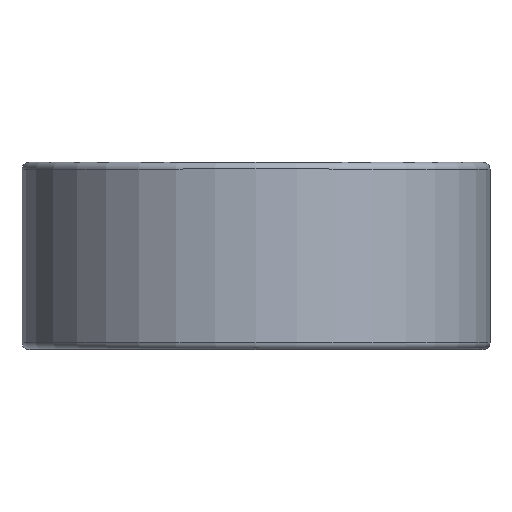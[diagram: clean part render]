
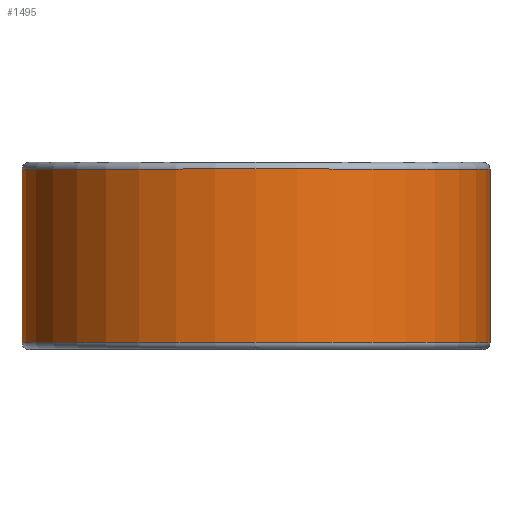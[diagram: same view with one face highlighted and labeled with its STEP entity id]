
A CAD part, top view. The second image highlights one B-rep face of the part: STEP entity #1495.
In plain terms, the highlighted cylindrical face has radius 25.819 mm (diameter 51.638 mm), a partial arc.
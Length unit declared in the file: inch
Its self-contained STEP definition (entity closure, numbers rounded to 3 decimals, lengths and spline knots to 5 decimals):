
#35 = FACE_OUTER_BOUND ( 'NONE', #2359, .T. ) ;
#208 = CARTESIAN_POINT ( 'NONE',  ( 1.0165, -0.37625, 0. ) ) ;
#262 = CIRCLE ( 'NONE', #1365, 1.0165 ) ;
#358 = DIRECTION ( 'NONE',  ( 0., -1., 0. ) ) ;
#411 = VERTEX_POINT ( 'NONE', #208 ) ;
#428 = AXIS2_PLACEMENT_3D ( 'NONE', #1800, #727, #1983 ) ;
#464 = CIRCLE ( 'NONE', #428, 1.0165 ) ;
#559 = CARTESIAN_POINT ( 'NONE',  ( 0., 0.375, 0. ) ) ;
#569 = DIRECTION ( 'NONE',  ( 0., 0., -1. ) ) ;
#605 = VERTEX_POINT ( 'NONE', #1383 ) ;
#616 = EDGE_CURVE ( 'NONE', #411, #1004, #262, .T. ) ;
#692 = VECTOR ( 'NONE', #2167, 39.37008 ) ;
#720 = LINE ( 'NONE', #1979, #692 ) ;
#727 = DIRECTION ( 'NONE',  ( 0., -1., 0. ) ) ;
#1004 = VERTEX_POINT ( 'NONE', #1885 ) ;
#1025 = DIRECTION ( 'NONE',  ( 0., 1., 0. ) ) ;
#1035 = ORIENTED_EDGE ( 'NONE', *, *, #616, .F. ) ;
#1229 = ORIENTED_EDGE ( 'NONE', *, *, #1692, .F. ) ;
#1236 = AXIS2_PLACEMENT_3D ( 'NONE', #559, #358, #569 ) ;
#1245 = EDGE_CURVE ( 'NONE', #411, #605, #720, .T. ) ;
#1365 = AXIS2_PLACEMENT_3D ( 'NONE', #1887, #1897, #2102 ) ;
#1383 = CARTESIAN_POINT ( 'NONE',  ( 1.0165, 0.37625, 0. ) ) ;
#1464 = VERTEX_POINT ( 'NONE', #1473 ) ;
#1473 = CARTESIAN_POINT ( 'NONE',  ( 0., 0.37625, -1.0165 ) ) ;
#1495 = ADVANCED_FACE ( 'NONE', ( #35 ), #2393, .T. ) ;
#1497 = ORIENTED_EDGE ( 'NONE', *, *, #1245, .T. ) ;
#1692 = EDGE_CURVE ( 'NONE', #1004, #1464, #1959, .T. ) ;
#1800 = CARTESIAN_POINT ( 'NONE',  ( 0., 0.37625, 0. ) ) ;
#1885 = CARTESIAN_POINT ( 'NONE',  ( 0., -0.37625, -1.0165 ) ) ;
#1887 = CARTESIAN_POINT ( 'NONE',  ( 0., -0.37625, 0. ) ) ;
#1897 = DIRECTION ( 'NONE',  ( 0., -1., 0. ) ) ;
#1946 = VECTOR ( 'NONE', #1025, 39.37008 ) ;
#1959 = LINE ( 'NONE', #2103, #1946 ) ;
#1979 = CARTESIAN_POINT ( 'NONE',  ( 1.0165, 0.37625, 0. ) ) ;
#1983 = DIRECTION ( 'NONE',  ( 0., 0., -1. ) ) ;
#2102 = DIRECTION ( 'NONE',  ( 0., 0., -1. ) ) ;
#2103 = CARTESIAN_POINT ( 'NONE',  ( 0., 0.37625, -1.0165 ) ) ;
#2106 = EDGE_CURVE ( 'NONE', #605, #1464, #464, .T. ) ;
#2167 = DIRECTION ( 'NONE',  ( 0., 1., 0. ) ) ;
#2320 = ORIENTED_EDGE ( 'NONE', *, *, #2106, .T. ) ;
#2359 = EDGE_LOOP ( 'NONE', ( #1497, #2320, #1229, #1035 ) ) ;
#2393 = CYLINDRICAL_SURFACE ( 'NONE', #1236, 1.0165 ) ;
